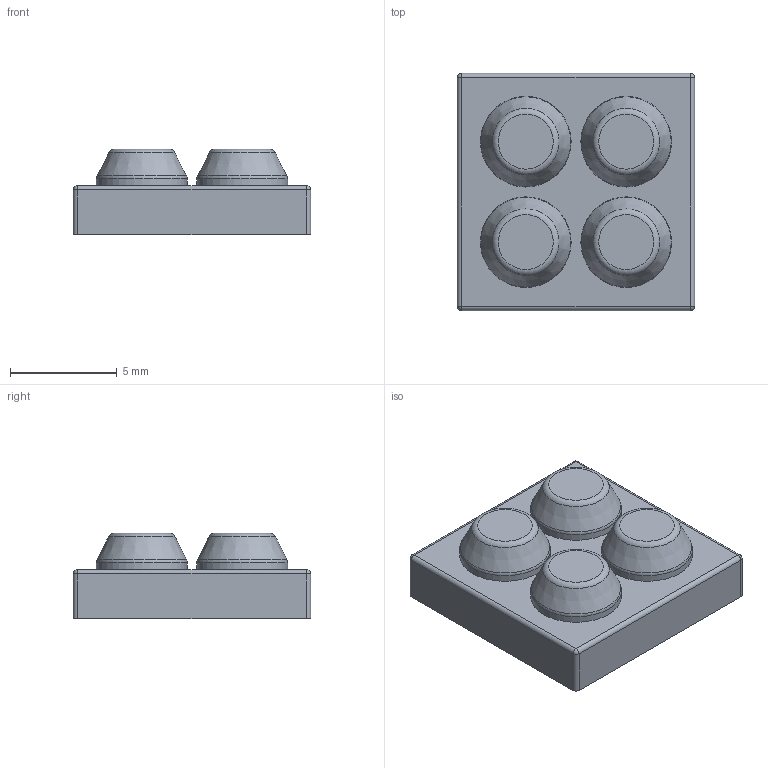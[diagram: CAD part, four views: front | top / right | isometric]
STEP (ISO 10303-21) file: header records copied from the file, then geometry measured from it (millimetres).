
FILE_DESCRIPTION(/* description */ ('STEP AP214'),/* implementation_level */ '2;1');
FILE_NAME(/* name */ 'uSPa22.stp',/* time_stamp */ '2024-07-16T09:45:58+09:00',/* author */ ('kolin'),/* organization */ (''),/* preprocessor_version */ 'ST-DEVELOPER v20',/* originating_system */ 'Autodesk Inventor 2025',/* authorisation */ '');
FILE_SCHEMA (('AUTOMOTIVE_DESIGN { 1 0 10303 214 3 1 1 }'));
Length unit declared in the file: millimetre
Products named in the file (1): dielectric material-2x2-r3
Bounding box: 11.1 x 11.1 x 4 mm (x, y, z)
Volume: 358.4 mm3; surface area: 399.6 mm2
Topology: 1 solids, 1 shells, 38 faces, 88 edges, 52 vertices
Faces by surface type: cylinder 12, plane 10, torus 8, cone 4, sphere 4
Full cylindrical faces by diameter (mm): 4.243 x4
Entity records: 1111 total; most frequent: DIRECTION 218, CARTESIAN_POINT 175, ORIENTED_EDGE 168, AXIS2_PLACEMENT_3D 95, EDGE_CURVE 84, CIRCLE 56, VERTEX_POINT 52, EDGE_LOOP 42
